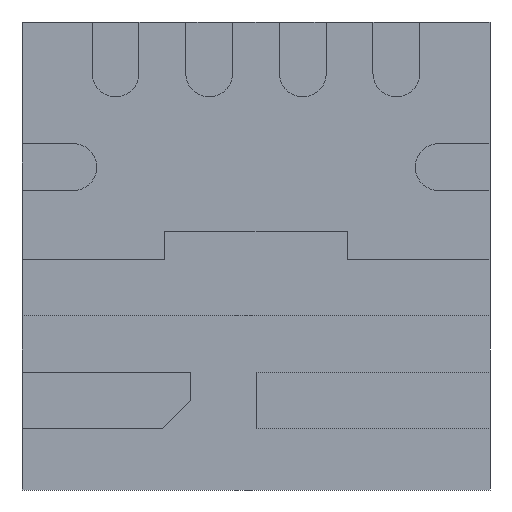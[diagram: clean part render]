
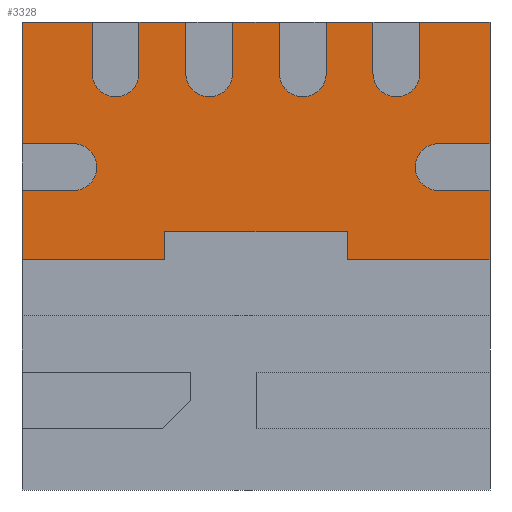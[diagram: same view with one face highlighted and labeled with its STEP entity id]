
A CAD part, front view. The second image highlights one B-rep face of the part: STEP entity #3328.
In plain terms, the highlighted planar face has unit normal (0, -1, 0).
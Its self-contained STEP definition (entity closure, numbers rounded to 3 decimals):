
#2120=DIRECTION('',(0.,0.,1.));
#2121=VECTOR('',#2120,0.275);
#2122=CARTESIAN_POINT('',(0.625,0.,0.975));
#2123=LINE('',#2122,#2121);
#2127=CARTESIAN_POINT('',(0.75,0.,0.975));
#2128=DIRECTION('',(0.,1.,0.));
#2129=DIRECTION('',(1.,0.,0.));
#2130=AXIS2_PLACEMENT_3D('',#2127,#2128,#2129);
#2135=DIRECTION('',(0.,0.,1.));
#2136=VECTOR('',#2135,0.275);
#2137=CARTESIAN_POINT('',(0.875,0.,0.975));
#2138=LINE('',#2137,#2136);
#2142=DIRECTION('',(1.,0.,0.));
#2143=VECTOR('',#2142,0.375);
#2144=CARTESIAN_POINT('',(0.875,0.,1.25));
#2145=LINE('',#2144,#2143);
#2149=DIRECTION('',(0.,0.,-1.));
#2150=VECTOR('',#2149,0.65);
#2151=CARTESIAN_POINT('',(1.25,0.,1.25));
#2152=LINE('',#2151,#2150);
#2156=DIRECTION('',(1.,0.,0.));
#2157=VECTOR('',#2156,0.275);
#2158=CARTESIAN_POINT('',(0.975,0.,0.6));
#2159=LINE('',#2158,#2157);
#2163=CARTESIAN_POINT('',(0.975,0.,0.475));
#2164=DIRECTION('',(0.,1.,0.));
#2165=DIRECTION('',(0.,0.,-1.));
#2166=AXIS2_PLACEMENT_3D('',#2163,#2164,#2165);
#2171=DIRECTION('',(1.,0.,0.));
#2172=VECTOR('',#2171,0.275);
#2173=CARTESIAN_POINT('',(0.975,0.,0.35));
#2174=LINE('',#2173,#2172);
#2178=DIRECTION('',(0.,0.,-1.));
#2179=VECTOR('',#2178,0.37);
#2180=CARTESIAN_POINT('',(1.25,0.,0.35));
#2181=LINE('',#2180,#2179);
#2185=DIRECTION('',(-1.,0.,0.));
#2186=VECTOR('',#2185,0.763);
#2187=CARTESIAN_POINT('',(1.25,0.,-0.02));
#2188=LINE('',#2187,#2186);
#2192=DIRECTION('',(0.,0.,-1.));
#2193=VECTOR('',#2192,0.15);
#2194=CARTESIAN_POINT('',(0.488,0.,0.13));
#2195=LINE('',#2194,#2193);
#2199=DIRECTION('',(1.,0.,0.));
#2200=VECTOR('',#2199,0.975);
#2201=CARTESIAN_POINT('',(-0.488,0.,0.13));
#2202=LINE('',#2201,#2200);
#2206=DIRECTION('',(0.,0.,1.));
#2207=VECTOR('',#2206,0.15);
#2208=CARTESIAN_POINT('',(-0.488,0.,-0.02));
#2209=LINE('',#2208,#2207);
#2213=DIRECTION('',(-1.,0.,0.));
#2214=VECTOR('',#2213,0.763);
#2215=CARTESIAN_POINT('',(-0.488,0.,-0.02));
#2216=LINE('',#2215,#2214);
#2220=DIRECTION('',(0.,0.,1.));
#2221=VECTOR('',#2220,0.37);
#2222=CARTESIAN_POINT('',(-1.25,0.,-0.02));
#2223=LINE('',#2222,#2221);
#2227=DIRECTION('',(1.,0.,0.));
#2228=VECTOR('',#2227,0.275);
#2229=CARTESIAN_POINT('',(-1.25,0.,0.35));
#2230=LINE('',#2229,#2228);
#2234=CARTESIAN_POINT('',(-0.975,0.,0.475));
#2235=DIRECTION('',(0.,-1.,0.));
#2236=DIRECTION('',(0.,0.,-1.));
#2237=AXIS2_PLACEMENT_3D('',#2234,#2235,#2236);
#2242=DIRECTION('',(1.,0.,0.));
#2243=VECTOR('',#2242,0.275);
#2244=CARTESIAN_POINT('',(-1.25,0.,0.6));
#2245=LINE('',#2244,#2243);
#2249=DIRECTION('',(0.,0.,1.));
#2250=VECTOR('',#2249,0.65);
#2251=CARTESIAN_POINT('',(-1.25,0.,0.6));
#2252=LINE('',#2251,#2250);
#2256=DIRECTION('',(1.,0.,0.));
#2257=VECTOR('',#2256,0.375);
#2258=CARTESIAN_POINT('',(-1.25,0.,1.25));
#2259=LINE('',#2258,#2257);
#2263=DIRECTION('',(0.,0.,-1.));
#2264=VECTOR('',#2263,0.275);
#2265=CARTESIAN_POINT('',(-0.875,0.,1.25));
#2266=LINE('',#2265,#2264);
#2270=CARTESIAN_POINT('',(-0.75,0.,0.975));
#2271=DIRECTION('',(0.,1.,0.));
#2272=DIRECTION('',(1.,0.,0.));
#2273=AXIS2_PLACEMENT_3D('',#2270,#2271,#2272);
#2278=DIRECTION('',(0.,0.,-1.));
#2279=VECTOR('',#2278,0.275);
#2280=CARTESIAN_POINT('',(-0.625,0.,1.25));
#2281=LINE('',#2280,#2279);
#2285=DIRECTION('',(1.,0.,0.));
#2286=VECTOR('',#2285,0.25);
#2287=CARTESIAN_POINT('',(-0.625,0.,1.25));
#2288=LINE('',#2287,#2286);
#2292=DIRECTION('',(0.,0.,-1.));
#2293=VECTOR('',#2292,0.275);
#2294=CARTESIAN_POINT('',(-0.375,0.,1.25));
#2295=LINE('',#2294,#2293);
#2299=CARTESIAN_POINT('',(-0.25,0.,0.975));
#2300=DIRECTION('',(0.,1.,0.));
#2301=DIRECTION('',(1.,0.,0.));
#2302=AXIS2_PLACEMENT_3D('',#2299,#2300,#2301);
#2307=DIRECTION('',(0.,0.,-1.));
#2308=VECTOR('',#2307,0.275);
#2309=CARTESIAN_POINT('',(-0.125,0.,1.25));
#2310=LINE('',#2309,#2308);
#2314=DIRECTION('',(1.,0.,0.));
#2315=VECTOR('',#2314,0.25);
#2316=CARTESIAN_POINT('',(-0.125,0.,1.25));
#2317=LINE('',#2316,#2315);
#2321=DIRECTION('',(0.,0.,-1.));
#2322=VECTOR('',#2321,0.275);
#2323=CARTESIAN_POINT('',(0.125,0.,1.25));
#2324=LINE('',#2323,#2322);
#2328=CARTESIAN_POINT('',(0.25,0.,0.975));
#2329=DIRECTION('',(0.,1.,0.));
#2330=DIRECTION('',(1.,0.,0.));
#2331=AXIS2_PLACEMENT_3D('',#2328,#2329,#2330);
#2336=DIRECTION('',(0.,0.,-1.));
#2337=VECTOR('',#2336,0.275);
#2338=CARTESIAN_POINT('',(0.375,0.,1.25));
#2339=LINE('',#2338,#2337);
#2343=DIRECTION('',(1.,0.,0.));
#2344=VECTOR('',#2343,0.25);
#2345=CARTESIAN_POINT('',(0.375,0.,1.25));
#2346=LINE('',#2345,#2344);
#3089=CARTESIAN_POINT('',(-1.25,0.,1.25));
#3090=VERTEX_POINT('',#3089);
#3091=CARTESIAN_POINT('',(1.25,0.,1.25));
#3092=VERTEX_POINT('',#3091);
#3093=CARTESIAN_POINT('',(0.625,0.,0.975));
#3094=CARTESIAN_POINT('',(0.625,0.,1.25));
#3095=VERTEX_POINT('',#3093);
#3096=VERTEX_POINT('',#3094);
#3097=CARTESIAN_POINT('',(0.875,0.,0.975));
#3098=CARTESIAN_POINT('',(0.875,0.,1.25));
#3099=VERTEX_POINT('',#3097);
#3100=VERTEX_POINT('',#3098);
#3101=CARTESIAN_POINT('',(0.975,0.,0.35));
#3102=CARTESIAN_POINT('',(1.25,0.,0.35));
#3103=VERTEX_POINT('',#3101);
#3104=VERTEX_POINT('',#3102);
#3105=CARTESIAN_POINT('',(0.975,0.,0.6));
#3106=CARTESIAN_POINT('',(1.25,0.,0.6));
#3107=VERTEX_POINT('',#3105);
#3108=VERTEX_POINT('',#3106);
#3115=CARTESIAN_POINT('',(-1.25,0.,-0.02));
#3116=CARTESIAN_POINT('',(-1.25,0.,0.35));
#3117=VERTEX_POINT('',#3115);
#3118=VERTEX_POINT('',#3116);
#3119=CARTESIAN_POINT('',(-1.25,0.,0.6));
#3120=VERTEX_POINT('',#3119);
#3121=CARTESIAN_POINT('',(-0.875,0.,1.25));
#3122=VERTEX_POINT('',#3121);
#3123=CARTESIAN_POINT('',(-0.625,0.,1.25));
#3124=CARTESIAN_POINT('',(-0.375,0.,1.25));
#3125=VERTEX_POINT('',#3123);
#3126=VERTEX_POINT('',#3124);
#3127=CARTESIAN_POINT('',(-0.125,0.,1.25));
#3128=CARTESIAN_POINT('',(0.125,0.,1.25));
#3129=VERTEX_POINT('',#3127);
#3130=VERTEX_POINT('',#3128);
#3131=CARTESIAN_POINT('',(0.375,0.,1.25));
#3132=VERTEX_POINT('',#3131);
#3133=CARTESIAN_POINT('',(1.25,0.,-0.02));
#3134=VERTEX_POINT('',#3133);
#3165=CARTESIAN_POINT('',(-0.488,0.,-0.02));
#3166=VERTEX_POINT('',#3165);
#3167=CARTESIAN_POINT('',(0.488,0.,0.13));
#3168=CARTESIAN_POINT('',(0.488,0.,-0.02));
#3169=VERTEX_POINT('',#3167);
#3170=VERTEX_POINT('',#3168);
#3171=CARTESIAN_POINT('',(-0.488,0.,0.13));
#3172=VERTEX_POINT('',#3171);
#3213=CARTESIAN_POINT('',(0.375,0.,0.975));
#3214=CARTESIAN_POINT('',(0.125,0.,0.975));
#3215=VERTEX_POINT('',#3213);
#3216=VERTEX_POINT('',#3214);
#3217=CARTESIAN_POINT('',(-0.625,0.,0.975));
#3218=CARTESIAN_POINT('',(-0.875,0.,0.975));
#3219=VERTEX_POINT('',#3217);
#3220=VERTEX_POINT('',#3218);
#3221=CARTESIAN_POINT('',(-0.125,0.,0.975));
#3222=CARTESIAN_POINT('',(-0.375,0.,0.975));
#3223=VERTEX_POINT('',#3221);
#3224=VERTEX_POINT('',#3222);
#3225=CARTESIAN_POINT('',(-0.975,0.,0.35));
#3226=VERTEX_POINT('',#3225);
#3227=CARTESIAN_POINT('',(-0.975,0.,0.6));
#3228=VERTEX_POINT('',#3227);
#3257=CARTESIAN_POINT('',(0.,0.,0.));
#3258=DIRECTION('',(0.,1.,0.));
#3259=DIRECTION('',(1.,0.,0.));
#3260=AXIS2_PLACEMENT_3D('',#3257,#3258,#3259);
#3261=PLANE('',#3260);
#3263=ORIENTED_EDGE('',*,*,#3262,.F.);
#3265=ORIENTED_EDGE('',*,*,#3264,.F.);
#3267=ORIENTED_EDGE('',*,*,#3266,.T.);
#3269=ORIENTED_EDGE('',*,*,#3268,.T.);
#3271=ORIENTED_EDGE('',*,*,#3270,.T.);
#3273=ORIENTED_EDGE('',*,*,#3272,.F.);
#3275=ORIENTED_EDGE('',*,*,#3274,.F.);
#3277=ORIENTED_EDGE('',*,*,#3276,.T.);
#3279=ORIENTED_EDGE('',*,*,#3278,.T.);
#3281=ORIENTED_EDGE('',*,*,#3280,.T.);
#3283=ORIENTED_EDGE('',*,*,#3282,.F.);
#3285=ORIENTED_EDGE('',*,*,#3284,.F.);
#3287=ORIENTED_EDGE('',*,*,#3286,.F.);
#3289=ORIENTED_EDGE('',*,*,#3288,.T.);
#3291=ORIENTED_EDGE('',*,*,#3290,.T.);
#3293=ORIENTED_EDGE('',*,*,#3292,.T.);
#3295=ORIENTED_EDGE('',*,*,#3294,.T.);
#3297=ORIENTED_EDGE('',*,*,#3296,.F.);
#3299=ORIENTED_EDGE('',*,*,#3298,.T.);
#3301=ORIENTED_EDGE('',*,*,#3300,.T.);
#3303=ORIENTED_EDGE('',*,*,#3302,.T.);
#3305=ORIENTED_EDGE('',*,*,#3304,.F.);
#3307=ORIENTED_EDGE('',*,*,#3306,.F.);
#3309=ORIENTED_EDGE('',*,*,#3308,.T.);
#3311=ORIENTED_EDGE('',*,*,#3310,.T.);
#3313=ORIENTED_EDGE('',*,*,#3312,.F.);
#3315=ORIENTED_EDGE('',*,*,#3314,.F.);
#3317=ORIENTED_EDGE('',*,*,#3316,.T.);
#3319=ORIENTED_EDGE('',*,*,#3318,.T.);
#3321=ORIENTED_EDGE('',*,*,#3320,.F.);
#3323=ORIENTED_EDGE('',*,*,#3322,.F.);
#3325=ORIENTED_EDGE('',*,*,#3324,.T.);
#3326=EDGE_LOOP('',(#3263,#3265,#3267,#3269,#3271,#3273,#3275,#3277,#3279,#3281,
#3283,#3285,#3287,#3289,#3291,#3293,#3295,#3297,#3299,#3301,#3303,#3305,#3307,
#3309,#3311,#3313,#3315,#3317,#3319,#3321,#3323,#3325));
#3327=FACE_OUTER_BOUND('',#3326,.F.);
#3328=ADVANCED_FACE('',(#3327),#3261,.F.);
#2131=CIRCLE('',#2130,0.125);
#2167=CIRCLE('',#2166,0.125);
#2238=CIRCLE('',#2237,0.125);
#2274=CIRCLE('',#2273,0.125);
#2303=CIRCLE('',#2302,0.125);
#2332=CIRCLE('',#2331,0.125);
#3262=EDGE_CURVE('',#3095,#3096,#2123,.T.);
#3264=EDGE_CURVE('',#3099,#3095,#2131,.T.);
#3266=EDGE_CURVE('',#3099,#3100,#2138,.T.);
#3268=EDGE_CURVE('',#3100,#3092,#2145,.T.);
#3270=EDGE_CURVE('',#3092,#3108,#2152,.T.);
#3272=EDGE_CURVE('',#3107,#3108,#2159,.T.);
#3274=EDGE_CURVE('',#3103,#3107,#2167,.T.);
#3276=EDGE_CURVE('',#3103,#3104,#2174,.T.);
#3278=EDGE_CURVE('',#3104,#3134,#2181,.T.);
#3280=EDGE_CURVE('',#3134,#3170,#2188,.T.);
#3282=EDGE_CURVE('',#3169,#3170,#2195,.T.);
#3284=EDGE_CURVE('',#3172,#3169,#2202,.T.);
#3286=EDGE_CURVE('',#3166,#3172,#2209,.T.);
#3288=EDGE_CURVE('',#3166,#3117,#2216,.T.);
#3290=EDGE_CURVE('',#3117,#3118,#2223,.T.);
#3292=EDGE_CURVE('',#3118,#3226,#2230,.T.);
#3294=EDGE_CURVE('',#3226,#3228,#2238,.T.);
#3296=EDGE_CURVE('',#3120,#3228,#2245,.T.);
#3298=EDGE_CURVE('',#3120,#3090,#2252,.T.);
#3300=EDGE_CURVE('',#3090,#3122,#2259,.T.);
#3302=EDGE_CURVE('',#3122,#3220,#2266,.T.);
#3304=EDGE_CURVE('',#3219,#3220,#2274,.T.);
#3306=EDGE_CURVE('',#3125,#3219,#2281,.T.);
#3308=EDGE_CURVE('',#3125,#3126,#2288,.T.);
#3310=EDGE_CURVE('',#3126,#3224,#2295,.T.);
#3312=EDGE_CURVE('',#3223,#3224,#2303,.T.);
#3314=EDGE_CURVE('',#3129,#3223,#2310,.T.);
#3316=EDGE_CURVE('',#3129,#3130,#2317,.T.);
#3318=EDGE_CURVE('',#3130,#3216,#2324,.T.);
#3320=EDGE_CURVE('',#3215,#3216,#2332,.T.);
#3322=EDGE_CURVE('',#3132,#3215,#2339,.T.);
#3324=EDGE_CURVE('',#3132,#3096,#2346,.T.);
